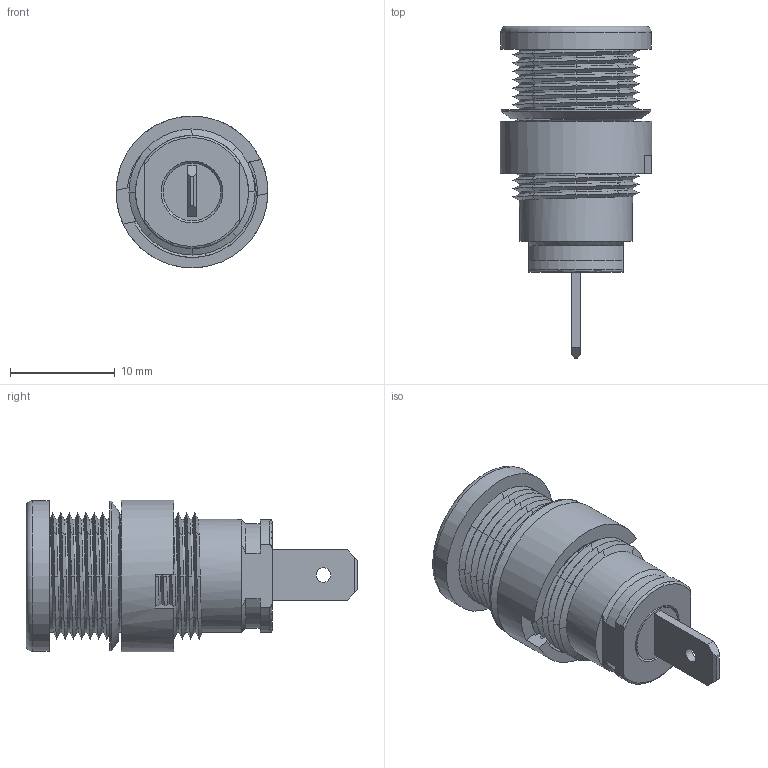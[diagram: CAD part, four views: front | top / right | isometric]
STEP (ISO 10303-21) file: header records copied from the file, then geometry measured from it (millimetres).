
FILE_DESCRIPTION(/* description */ (''),/* implementation_level */ '2;1');
FILE_NAME(/* name */ 'Banana Plug 4mm Red CT2238 v1.step',/* time_stamp */ '2019-01-26T16:11:18+01:00',/* author */ ('joepluess'),/* organization */ (''),/* preprocessor_version */ 'ST-DEVELOPER v17.2',/* originating_system */ 'Autodesk Translation Framework v7.6.0.251',/* authorisation */ '');
FILE_SCHEMA (('AUTOMOTIVE_DESIGN { 1 0 10303 214 3 1 1 }'));
Length unit declared in the file: millimetre
Products named in the file (5): Banana Plug 4mm Red CT2238; User Library-Stor banan_Stor banan bricka; User Library-Stor banan_Stor banan mutter; User Library-Stor banan_Stor banan; User Library-Stor banan_Stor banan koppar
Assembly tree (4 placements, depth 2):
  Banana Plug 4mm Red CT2238
    User Library-Stor banan_Stor banan bricka
    User Library-Stor banan_Stor banan mutter
    User Library-Stor banan_Stor banan
    User Library-Stor banan_Stor banan koppar
Bounding box: 14.5 x 31.7 x 14.5 mm (x, y, z)
Volume: 1593 mm3; surface area: 4396.9 mm2
Topology: 4 solids, 4 shells, 490 faces, 1224 edges, 748 vertices
Faces by surface type: bspline 395, cylinder 46, plane 37, torus 7, cone 5
Full cylindrical faces by diameter (mm): 1.4 x1, 3.94 x2, 4.8 x2, 5 x1, 5.5 x2, 6.6 x1, 9.5 x1, 10.8 x18, 12.3 x1, 12.5 x3, 14.3 x1, 14.4 x1, 14.5 x1
Entity records: 16078 total; most frequent: CARTESIAN_POINT 6274, ORIENTED_EDGE 2448, DIRECTION 1452, EDGE_CURVE 1224, VERTEX_POINT 748, EDGE_LOOP 504, FACE_OUTER_BOUND 490, LINE 490
